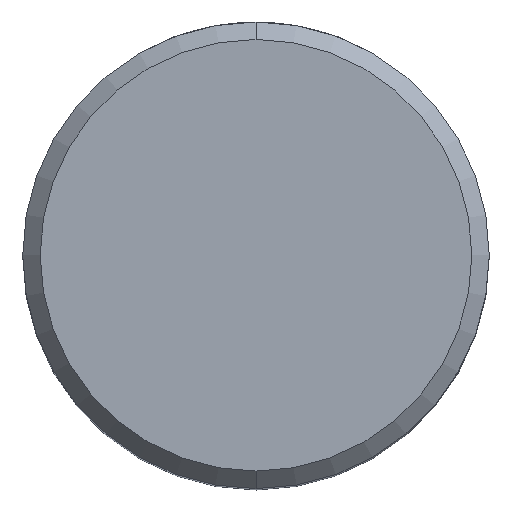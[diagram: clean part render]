
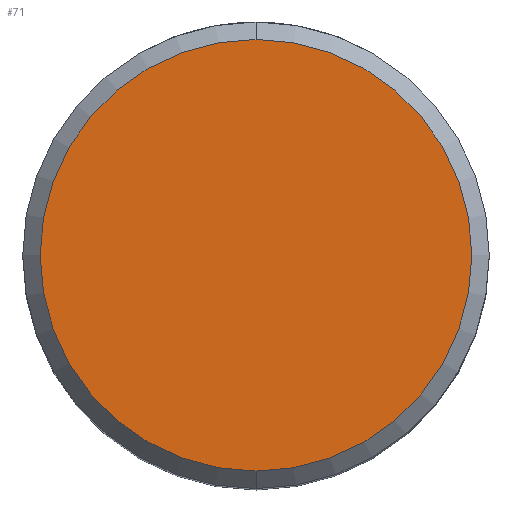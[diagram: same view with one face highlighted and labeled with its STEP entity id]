
A CAD part, top view. The second image highlights one B-rep face of the part: STEP entity #71.
In plain terms, the highlighted planar face has unit normal (0, 0, 1).
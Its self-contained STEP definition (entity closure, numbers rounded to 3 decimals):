
#48=PLANE('',#331);
#71=ADVANCED_FACE('',(#97),#48,.T.);
#97=FACE_OUTER_BOUND('',#117,.T.);
#117=EDGE_LOOP('',(#190,#191));
#131=CIRCLE('',#317,18.5);
#137=CIRCLE('',#328,18.5);
#190=ORIENTED_EDGE('',*,*,#257,.F.);
#191=ORIENTED_EDGE('',*,*,#267,.F.);
#232=VERTEX_POINT('',#477);
#233=VERTEX_POINT('',#479);
#257=EDGE_CURVE('',#232,#233,#131,.T.);
#267=EDGE_CURVE('',#233,#232,#137,.T.);
#317=AXIS2_PLACEMENT_3D('',#478,#373,#374);
#328=AXIS2_PLACEMENT_3D('',#502,#397,#398);
#331=AXIS2_PLACEMENT_3D('',#505,#403,#404);
#373=DIRECTION('',(0.,0.,-1.));
#374=DIRECTION('',(0.,1.,0.));
#397=DIRECTION('',(0.,0.,-1.));
#398=DIRECTION('',(0.,1.,0.));
#403=DIRECTION('',(0.,0.,1.));
#404=DIRECTION('',(0.,-1.,0.));
#477=CARTESIAN_POINT('',(0.,18.5,0.));
#478=CARTESIAN_POINT('',(0.,0.,0.));
#479=CARTESIAN_POINT('',(0.,-18.5,0.));
#502=CARTESIAN_POINT('',(0.,0.,0.));
#505=CARTESIAN_POINT('',(0.,9.25,0.));
